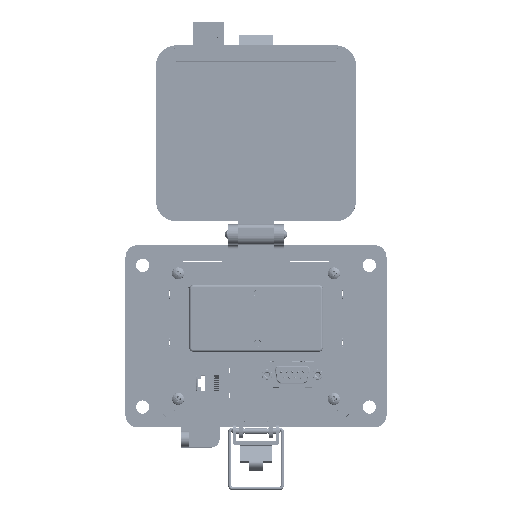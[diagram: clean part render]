
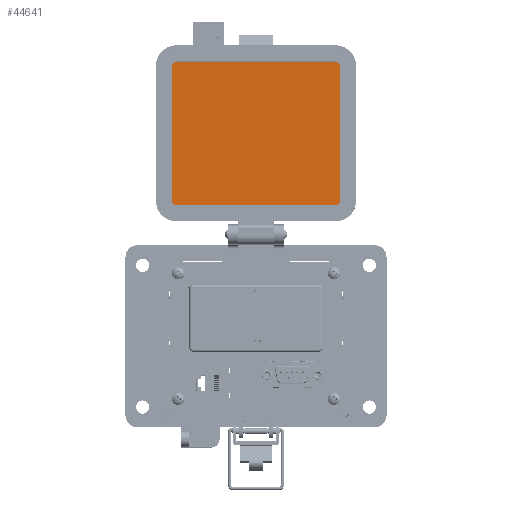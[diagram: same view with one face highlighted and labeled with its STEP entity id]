
A CAD part, top view. The second image highlights one B-rep face of the part: STEP entity #44641.
In plain terms, the highlighted planar face has unit normal (0, 0, 1).
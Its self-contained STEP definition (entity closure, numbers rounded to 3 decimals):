
#6066 = AXIS2_PLACEMENT_3D ( 'NONE', #155181, #21131, #58706 ) ;
#6478 = DIRECTION ( 'NONE',  ( 1., 0., 0. ) ) ;
#11493 = CARTESIAN_POINT ( 'NONE',  ( -3.279, 57.705, 19.202 ) ) ;
#11733 = VECTOR ( 'NONE', #245668, 1000. ) ;
#14663 = ORIENTED_EDGE ( 'NONE', *, *, #142964, .F. ) ;
#15985 = EDGE_CURVE ( 'NONE', #22854, #226514, #55180, .T. ) ;
#21131 = DIRECTION ( 'NONE',  ( 0., 0., 1. ) ) ;
#22854 = VERTEX_POINT ( 'NONE', #27495 ) ;
#27495 = CARTESIAN_POINT ( 'NONE',  ( 38.212, 126.389, 19.202 ) ) ;
#33639 = CARTESIAN_POINT ( 'NONE',  ( -44.769, 60.004, 19.202 ) ) ;
#36673 = VECTOR ( 'NONE', #6478, 1000. ) ;
#37869 = VERTEX_POINT ( 'NONE', #205040 ) ;
#40307 = ORIENTED_EDGE ( 'NONE', *, *, #234743, .F. ) ;
#43748 = VECTOR ( 'NONE', #76319, 1000. ) ;
#44641 = ADVANCED_FACE ( 'NONE', ( #192745 ), #211547, .T. ) ;
#45613 = AXIS2_PLACEMENT_3D ( 'NONE', #162001, #100689, #121933 ) ;
#55180 = LINE ( 'NONE', #72750, #115502 ) ;
#57536 = LINE ( 'NONE', #229149, #43748 ) ;
#58706 = DIRECTION ( 'NONE',  ( -1., 0., 0. ) ) ;
#62458 = DIRECTION ( 'NONE',  ( 0., 0., -1. ) ) ;
#70434 = CARTESIAN_POINT ( 'NONE',  ( 35.912, 128.688, 19.202 ) ) ;
#72750 = CARTESIAN_POINT ( 'NONE',  ( 38.212, 93.196, 19.202 ) ) ;
#72807 = CARTESIAN_POINT ( 'NONE',  ( -44.769, 126.389, 19.202 ) ) ;
#76319 = DIRECTION ( 'NONE',  ( 0., 1., 0. ) ) ;
#78413 = ORIENTED_EDGE ( 'NONE', *, *, #218397, .F. ) ;
#82470 = DIRECTION ( 'NONE',  ( 1., 0., 0. ) ) ;
#82746 = ORIENTED_EDGE ( 'NONE', *, *, #112782, .F. ) ;
#95901 = ORIENTED_EDGE ( 'NONE', *, *, #240217, .F. ) ;
#98725 = AXIS2_PLACEMENT_3D ( 'NONE', #136431, #62458, #82470 ) ;
#100689 = DIRECTION ( 'NONE',  ( 0., 0., -1. ) ) ;
#103197 = EDGE_CURVE ( 'NONE', #103600, #152155, #122968, .T. ) ;
#103600 = VERTEX_POINT ( 'NONE', #175852 ) ;
#105177 = CIRCLE ( 'NONE', #177208, 2.299 ) ;
#112782 = EDGE_CURVE ( 'NONE', #183353, #174120, #57536, .T. ) ;
#115502 = VECTOR ( 'NONE', #185519, 1000. ) ;
#115756 = ORIENTED_EDGE ( 'NONE', *, *, #15985, .F. ) ;
#121933 = DIRECTION ( 'NONE',  ( 0., -1., 0. ) ) ;
#122968 = LINE ( 'NONE', #218168, #36673 ) ;
#124684 = CARTESIAN_POINT ( 'NONE',  ( -42.469, 57.705, 19.202 ) ) ;
#132983 = DIRECTION ( 'NONE',  ( 1., 0., 0. ) ) ;
#136431 = CARTESIAN_POINT ( 'NONE',  ( 35.912, 126.389, 19.202 ) ) ;
#142964 = EDGE_CURVE ( 'NONE', #226514, #37869, #157572, .T. ) ;
#152155 = VERTEX_POINT ( 'NONE', #70434 ) ;
#155181 = CARTESIAN_POINT ( 'NONE',  ( 39.871, 130.108, 19.202 ) ) ;
#156411 = DIRECTION ( 'NONE',  ( 0., 0., -1. ) ) ;
#157572 = CIRCLE ( 'NONE', #45613, 2.299 ) ;
#162001 = CARTESIAN_POINT ( 'NONE',  ( 35.912, 60.004, 19.202 ) ) ;
#174120 = VERTEX_POINT ( 'NONE', #72807 ) ;
#174369 = ORIENTED_EDGE ( 'NONE', *, *, #194691, .F. ) ;
#175852 = CARTESIAN_POINT ( 'NONE',  ( -42.469, 128.688, 19.202 ) ) ;
#177208 = AXIS2_PLACEMENT_3D ( 'NONE', #215260, #156411, #132983 ) ;
#177813 = EDGE_LOOP ( 'NONE', ( #14663, #115756, #40307, #208185, #95901, #82746, #78413, #174369 ) ) ;
#183353 = VERTEX_POINT ( 'NONE', #33639 ) ;
#185519 = DIRECTION ( 'NONE',  ( 0., -1., 0. ) ) ;
#190784 = CIRCLE ( 'NONE', #98725, 2.299 ) ;
#192745 = FACE_OUTER_BOUND ( 'NONE', #177813, .T. ) ;
#194691 = EDGE_CURVE ( 'NONE', #37869, #196660, #221947, .T. ) ;
#196660 = VERTEX_POINT ( 'NONE', #124684 ) ;
#201722 = DIRECTION ( 'NONE',  ( 0., -1., 0. ) ) ;
#204161 = CARTESIAN_POINT ( 'NONE',  ( -42.469, 126.389, 19.202 ) ) ;
#205040 = CARTESIAN_POINT ( 'NONE',  ( 35.912, 57.705, 19.202 ) ) ;
#208185 = ORIENTED_EDGE ( 'NONE', *, *, #103197, .F. ) ;
#211547 = PLANE ( 'NONE',  #6066 ) ;
#215260 = CARTESIAN_POINT ( 'NONE',  ( -42.469, 60.004, 19.202 ) ) ;
#218168 = CARTESIAN_POINT ( 'NONE',  ( -3.279, 128.688, 19.202 ) ) ;
#218397 = EDGE_CURVE ( 'NONE', #196660, #183353, #105177, .T. ) ;
#219267 = DIRECTION ( 'NONE',  ( 0., 0., -1. ) ) ;
#221947 = LINE ( 'NONE', #11493, #11733 ) ;
#223990 = CIRCLE ( 'NONE', #227946, 2.299 ) ;
#226514 = VERTEX_POINT ( 'NONE', #244873 ) ;
#227946 = AXIS2_PLACEMENT_3D ( 'NONE', #204161, #219267, #201722 ) ;
#229149 = CARTESIAN_POINT ( 'NONE',  ( -44.769, 93.196, 19.202 ) ) ;
#234743 = EDGE_CURVE ( 'NONE', #152155, #22854, #190784, .T. ) ;
#240217 = EDGE_CURVE ( 'NONE', #174120, #103600, #223990, .T. ) ;
#244873 = CARTESIAN_POINT ( 'NONE',  ( 38.212, 60.004, 19.202 ) ) ;
#245668 = DIRECTION ( 'NONE',  ( -1., 0., 0. ) ) ;
